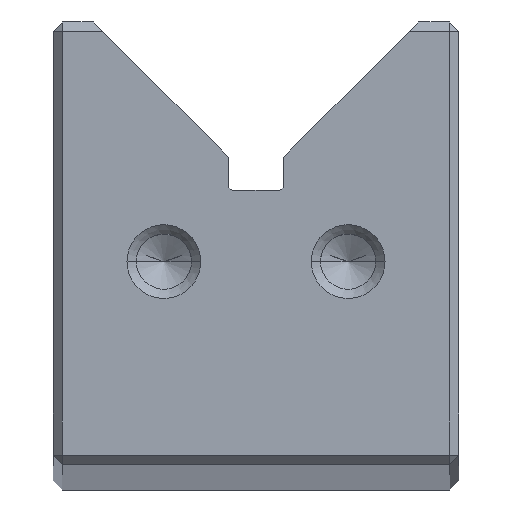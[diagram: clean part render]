
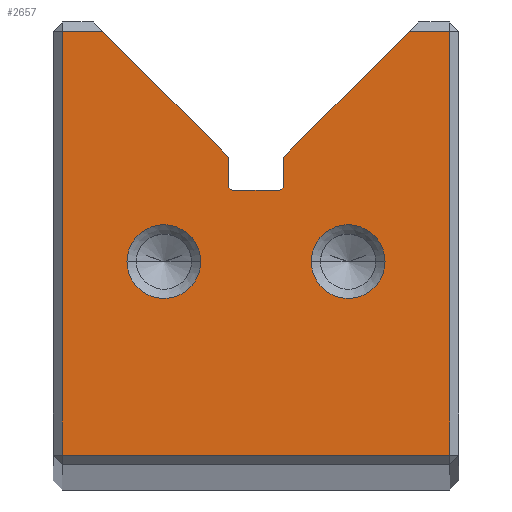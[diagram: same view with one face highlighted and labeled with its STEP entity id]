
A CAD part, top view. The second image highlights one B-rep face of the part: STEP entity #2657.
In plain terms, the highlighted planar face has unit normal (0, 0, 1).
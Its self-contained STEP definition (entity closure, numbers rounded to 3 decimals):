
#2657=ADVANCED_FACE('',(#3605,#3606,#3607),#3024,.F.);
#3024=PLANE('',#9628);
#3277=CIRCLE('',#9493,2.);
#3279=CIRCLE('',#9496,2.);
#3350=CIRCLE('',#9618,0.25);
#3351=CIRCLE('',#9621,0.25);
#3352=CIRCLE('',#9626,2.);
#3353=CIRCLE('',#9627,2.);
#3605=FACE_BOUND('',#3747,.T.);
#3606=FACE_BOUND('',#3748,.T.);
#3607=FACE_BOUND('',#3749,.T.);
#3747=EDGE_LOOP('',(#4651,#4652));
#3748=EDGE_LOOP('',(#4653,#4654));
#3749=EDGE_LOOP('',(#4655,#4656,#4657,#4658,#4659,#4660,#4661,#4662,#4663,
#4664,#4665,#4666));
#4651=ORIENTED_EDGE('',*,*,#7179,.T.);
#4652=ORIENTED_EDGE('',*,*,#7366,.T.);
#4653=ORIENTED_EDGE('',*,*,#7175,.T.);
#4654=ORIENTED_EDGE('',*,*,#7367,.T.);
#4655=ORIENTED_EDGE('',*,*,#7368,.T.);
#4656=ORIENTED_EDGE('',*,*,#7369,.T.);
#4657=ORIENTED_EDGE('',*,*,#7361,.T.);
#4658=ORIENTED_EDGE('',*,*,#7357,.T.);
#4659=ORIENTED_EDGE('',*,*,#7355,.T.);
#4660=ORIENTED_EDGE('',*,*,#7353,.T.);
#4661=ORIENTED_EDGE('',*,*,#7351,.T.);
#4662=ORIENTED_EDGE('',*,*,#7349,.T.);
#4663=ORIENTED_EDGE('',*,*,#7347,.T.);
#4664=ORIENTED_EDGE('',*,*,#7370,.T.);
#4665=ORIENTED_EDGE('',*,*,#7371,.T.);
#4666=ORIENTED_EDGE('',*,*,#7372,.T.);
#6491=VERTEX_POINT('',#12354);
#6492=VERTEX_POINT('',#12356);
#6495=VERTEX_POINT('',#12363);
#6496=VERTEX_POINT('',#12365);
#6607=VERTEX_POINT('',#12692);
#6608=VERTEX_POINT('',#12694);
#6609=VERTEX_POINT('',#12698);
#6610=VERTEX_POINT('',#12702);
#6611=VERTEX_POINT('',#12706);
#6612=VERTEX_POINT('',#12710);
#6613=VERTEX_POINT('',#12714);
#6616=VERTEX_POINT('',#12722);
#6619=VERTEX_POINT('',#12734);
#6620=VERTEX_POINT('',#12735);
#6621=VERTEX_POINT('',#12738);
#6622=VERTEX_POINT('',#12740);
#7175=EDGE_CURVE('',#6492,#6491,#3277,.T.);
#7179=EDGE_CURVE('',#6496,#6495,#3279,.T.);
#7347=EDGE_CURVE('',#6608,#6607,#8229,.T.);
#7349=EDGE_CURVE('',#6609,#6608,#8231,.T.);
#7351=EDGE_CURVE('',#6610,#6609,#3350,.T.);
#7353=EDGE_CURVE('',#6611,#6610,#8234,.T.);
#7355=EDGE_CURVE('',#6612,#6611,#3351,.T.);
#7357=EDGE_CURVE('',#6613,#6612,#8237,.T.);
#7361=EDGE_CURVE('',#6616,#6613,#8241,.T.);
#7366=EDGE_CURVE('',#6495,#6496,#3352,.T.);
#7367=EDGE_CURVE('',#6491,#6492,#3353,.T.);
#7368=EDGE_CURVE('',#6619,#6620,#8246,.T.);
#7369=EDGE_CURVE('',#6620,#6616,#8247,.T.);
#7370=EDGE_CURVE('',#6607,#6621,#8248,.T.);
#7371=EDGE_CURVE('',#6621,#6622,#8249,.T.);
#7372=EDGE_CURVE('',#6622,#6619,#8250,.T.);
#8229=LINE('',#12693,#8979);
#8231=LINE('',#12697,#8981);
#8234=LINE('',#12705,#8984);
#8237=LINE('',#12713,#8987);
#8241=LINE('',#12721,#8991);
#8246=LINE('',#12733,#8996);
#8247=LINE('',#12736,#8997);
#8248=LINE('',#12737,#8998);
#8249=LINE('',#12739,#8999);
#8250=LINE('',#12741,#9000);
#8979=VECTOR('',#10493,1.);
#8981=VECTOR('',#10497,1.);
#8984=VECTOR('',#10506,1.);
#8987=VECTOR('',#10515,1.);
#8991=VECTOR('',#10521,1.);
#8996=VECTOR('',#10534,1.);
#8997=VECTOR('',#10535,1.);
#8998=VECTOR('',#10536,1.);
#8999=VECTOR('',#10537,1.);
#9000=VECTOR('',#10538,1.);
#9493=AXIS2_PLACEMENT_3D('',#12355,#10148,#10149);
#9496=AXIS2_PLACEMENT_3D('',#12364,#10156,#10157);
#9618=AXIS2_PLACEMENT_3D('',#12701,#10501,#10502);
#9621=AXIS2_PLACEMENT_3D('',#12709,#10510,#10511);
#9626=AXIS2_PLACEMENT_3D('',#12731,#10530,#10531);
#9627=AXIS2_PLACEMENT_3D('',#12732,#10532,#10533);
#9628=AXIS2_PLACEMENT_3D('',#12742,#10539,#10540);
#10148=DIRECTION('',(0.,0.,-1.));
#10149=DIRECTION('',(-1.,0.,0.));
#10156=DIRECTION('',(0.,0.,-1.));
#10157=DIRECTION('',(-1.,0.,0.));
#10493=DIRECTION('',(-0.707,0.707,0.));
#10497=DIRECTION('',(0.,1.,0.));
#10501=DIRECTION('',(0.,0.,-1.));
#10502=DIRECTION('',(1.,0.,0.));
#10506=DIRECTION('',(-1.,0.,0.));
#10510=DIRECTION('',(0.,0.,-1.));
#10511=DIRECTION('',(-1.,0.,0.));
#10515=DIRECTION('',(0.,-1.,0.));
#10521=DIRECTION('',(-0.707,-0.707,0.));
#10530=DIRECTION('',(0.,0.,-1.));
#10531=DIRECTION('',(-1.,0.,0.));
#10532=DIRECTION('',(0.,0.,-1.));
#10533=DIRECTION('',(-1.,0.,0.));
#10534=DIRECTION('',(0.,1.,0.));
#10535=DIRECTION('',(-1.,0.,0.));
#10536=DIRECTION('',(-1.,0.,0.));
#10537=DIRECTION('',(0.,-1.,0.));
#10538=DIRECTION('',(1.,0.,0.));
#10539=DIRECTION('',(0.,0.,-1.));
#10540=DIRECTION('',(-1.,0.,0.));
#12354=CARTESIAN_POINT('',(-7.,11.,0.));
#12355=CARTESIAN_POINT('',(-5.,11.,0.));
#12356=CARTESIAN_POINT('',(-3.,11.,0.));
#12363=CARTESIAN_POINT('',(3.,11.,0.));
#12364=CARTESIAN_POINT('',(5.,11.,0.));
#12365=CARTESIAN_POINT('',(7.,11.,0.));
#12692=CARTESIAN_POINT('',(-8.328,23.5,0.));
#12693=CARTESIAN_POINT('',(-8.828,24.,0.));
#12694=CARTESIAN_POINT('',(-1.5,16.672,0.));
#12697=CARTESIAN_POINT('',(-1.5,16.672,0.));
#12698=CARTESIAN_POINT('',(-1.5,15.122,0.));
#12701=CARTESIAN_POINT('',(-1.25,15.122,0.));
#12702=CARTESIAN_POINT('',(-1.25,14.872,0.));
#12705=CARTESIAN_POINT('',(1.25,14.872,0.));
#12706=CARTESIAN_POINT('',(1.25,14.872,0.));
#12709=CARTESIAN_POINT('',(1.25,15.122,0.));
#12710=CARTESIAN_POINT('',(1.5,15.122,0.));
#12713=CARTESIAN_POINT('',(1.5,16.672,0.));
#12714=CARTESIAN_POINT('',(1.5,16.672,0.));
#12721=CARTESIAN_POINT('',(8.828,24.,0.));
#12722=CARTESIAN_POINT('',(8.328,23.5,0.));
#12731=CARTESIAN_POINT('',(5.,11.,0.));
#12732=CARTESIAN_POINT('',(-5.,11.,0.));
#12733=CARTESIAN_POINT('',(10.5,24.,0.));
#12734=CARTESIAN_POINT('',(10.5,0.5,0.));
#12735=CARTESIAN_POINT('',(10.5,23.5,0.));
#12736=CARTESIAN_POINT('',(8.828,23.5,0.));
#12737=CARTESIAN_POINT('',(-11.,23.5,0.));
#12738=CARTESIAN_POINT('',(-10.5,23.5,0.));
#12739=CARTESIAN_POINT('',(-10.5,0.,0.));
#12740=CARTESIAN_POINT('',(-10.5,0.5,0.));
#12741=CARTESIAN_POINT('',(11.,0.5,0.));
#12742=CARTESIAN_POINT('',(1.25,15.122,0.));
